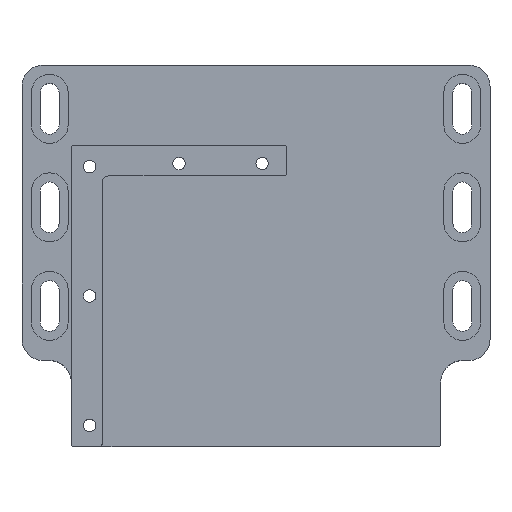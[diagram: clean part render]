
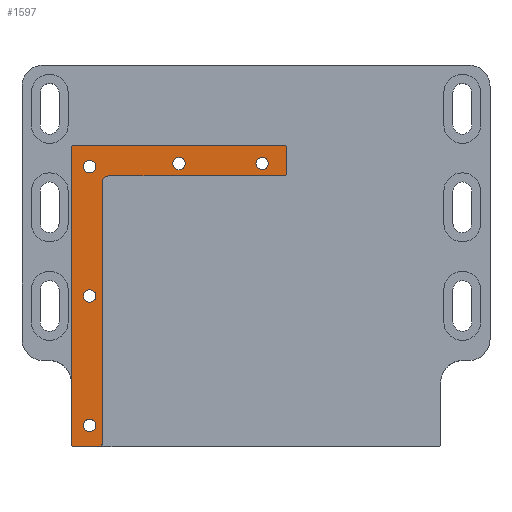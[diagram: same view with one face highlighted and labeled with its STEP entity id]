
A CAD part, top view. The second image highlights one B-rep face of the part: STEP entity #1597.
In plain terms, the highlighted planar face has unit normal (0, 0, 1).
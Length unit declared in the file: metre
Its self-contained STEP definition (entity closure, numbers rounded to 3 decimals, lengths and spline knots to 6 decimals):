
#58=CIRCLE('',#1700,0.0005);
#59=CIRCLE('',#1701,0.0011);
#60=CIRCLE('',#1702,0.0005);
#61=CIRCLE('',#1703,0.0005);
#62=CIRCLE('',#1704,0.0005);
#63=CIRCLE('',#1705,0.0005);
#64=CIRCLE('',#1706,0.001007);
#65=CIRCLE('',#1707,0.001007);
#66=CIRCLE('',#1708,0.001007);
#67=CIRCLE('',#1709,0.001007);
#68=CIRCLE('',#1710,0.001007);
#149=ORIENTED_EDGE('',*,*,#616,.T.);
#150=ORIENTED_EDGE('',*,*,#617,.F.);
#151=ORIENTED_EDGE('',*,*,#618,.F.);
#152=ORIENTED_EDGE('',*,*,#619,.F.);
#153=ORIENTED_EDGE('',*,*,#620,.F.);
#154=ORIENTED_EDGE('',*,*,#621,.F.);
#155=ORIENTED_EDGE('',*,*,#622,.F.);
#156=ORIENTED_EDGE('',*,*,#623,.F.);
#157=ORIENTED_EDGE('',*,*,#624,.F.);
#158=ORIENTED_EDGE('',*,*,#625,.F.);
#159=ORIENTED_EDGE('',*,*,#626,.F.);
#160=ORIENTED_EDGE('',*,*,#627,.F.);
#161=ORIENTED_EDGE('',*,*,#628,.T.);
#162=ORIENTED_EDGE('',*,*,#629,.T.);
#163=ORIENTED_EDGE('',*,*,#630,.T.);
#164=ORIENTED_EDGE('',*,*,#631,.T.);
#165=ORIENTED_EDGE('',*,*,#632,.T.);
#616=EDGE_CURVE('',#845,#850,#1011,.T.);
#617=EDGE_CURVE('',#851,#850,#58,.T.);
#618=EDGE_CURVE('',#852,#851,#1012,.T.);
#619=EDGE_CURVE('',#853,#852,#59,.T.);
#620=EDGE_CURVE('',#854,#853,#1013,.T.);
#621=EDGE_CURVE('',#855,#854,#60,.T.);
#622=EDGE_CURVE('',#856,#855,#1014,.T.);
#623=EDGE_CURVE('',#857,#856,#61,.T.);
#624=EDGE_CURVE('',#858,#857,#1015,.T.);
#625=EDGE_CURVE('',#859,#858,#62,.T.);
#626=EDGE_CURVE('',#860,#859,#1016,.T.);
#627=EDGE_CURVE('',#845,#860,#63,.T.);
#628=EDGE_CURVE('',#861,#861,#64,.T.);
#629=EDGE_CURVE('',#862,#862,#65,.T.);
#630=EDGE_CURVE('',#863,#863,#66,.T.);
#631=EDGE_CURVE('',#864,#864,#67,.T.);
#632=EDGE_CURVE('',#865,#865,#68,.T.);
#845=VERTEX_POINT('',#2376);
#850=VERTEX_POINT('',#2385);
#851=VERTEX_POINT('',#2389);
#852=VERTEX_POINT('',#2391);
#853=VERTEX_POINT('',#2393);
#854=VERTEX_POINT('',#2395);
#855=VERTEX_POINT('',#2397);
#856=VERTEX_POINT('',#2399);
#857=VERTEX_POINT('',#2401);
#858=VERTEX_POINT('',#2403);
#859=VERTEX_POINT('',#2405);
#860=VERTEX_POINT('',#2407);
#861=VERTEX_POINT('',#2410);
#862=VERTEX_POINT('',#2412);
#863=VERTEX_POINT('',#2414);
#864=VERTEX_POINT('',#2416);
#865=VERTEX_POINT('',#2418);
#1011=LINE('',#2386,#1159);
#1012=LINE('',#2390,#1160);
#1013=LINE('',#2394,#1161);
#1014=LINE('',#2398,#1162);
#1015=LINE('',#2402,#1163);
#1016=LINE('',#2406,#1164);
#1159=VECTOR('',#1882,1.);
#1160=VECTOR('',#1887,1.);
#1161=VECTOR('',#1890,1.);
#1162=VECTOR('',#1893,1.);
#1163=VECTOR('',#1896,1.);
#1164=VECTOR('',#1899,1.);
#1303=EDGE_LOOP('',(#149,#150,#151,#152,#153,#154,#155,#156,#157,#158,#159,
#160));
#1304=EDGE_LOOP('',(#161));
#1305=EDGE_LOOP('',(#162));
#1306=EDGE_LOOP('',(#163));
#1307=EDGE_LOOP('',(#164));
#1308=EDGE_LOOP('',(#165));
#1427=FACE_BOUND('',#1303,.T.);
#1428=FACE_BOUND('',#1304,.T.);
#1429=FACE_BOUND('',#1305,.T.);
#1430=FACE_BOUND('',#1306,.T.);
#1431=FACE_BOUND('',#1307,.T.);
#1432=FACE_BOUND('',#1308,.T.);
#1552=PLANE('',#1699);
#1597=ADVANCED_FACE('',(#1427,#1428,#1429,#1430,#1431,#1432),#1552,.T.);
#1699=AXIS2_PLACEMENT_3D('',#2387,#1883,#1884);
#1700=AXIS2_PLACEMENT_3D('',#2388,#1885,#1886);
#1701=AXIS2_PLACEMENT_3D('',#2392,#1888,#1889);
#1702=AXIS2_PLACEMENT_3D('',#2396,#1891,#1892);
#1703=AXIS2_PLACEMENT_3D('',#2400,#1894,#1895);
#1704=AXIS2_PLACEMENT_3D('',#2404,#1897,#1898);
#1705=AXIS2_PLACEMENT_3D('',#2408,#1900,#1901);
#1706=AXIS2_PLACEMENT_3D('',#2409,#1902,#1903);
#1707=AXIS2_PLACEMENT_3D('',#2411,#1904,#1905);
#1708=AXIS2_PLACEMENT_3D('',#2413,#1906,#1907);
#1709=AXIS2_PLACEMENT_3D('',#2415,#1908,#1909);
#1710=AXIS2_PLACEMENT_3D('',#2417,#1910,#1911);
#1882=DIRECTION('',(1.,0.,0.));
#1883=DIRECTION('',(0.,0.,1.));
#1884=DIRECTION('',(1.,0.,0.));
#1885=DIRECTION('',(0.,0.,-1.));
#1886=DIRECTION('',(0.707,-0.707,0.));
#1887=DIRECTION('',(0.,-1.,0.));
#1888=DIRECTION('',(0.,0.,1.));
#1889=DIRECTION('',(-1.,0.,0.));
#1890=DIRECTION('',(-1.,0.,0.));
#1891=DIRECTION('',(0.,0.,-1.));
#1892=DIRECTION('',(0.707,-0.707,0.));
#1893=DIRECTION('',(0.,-1.,0.));
#1894=DIRECTION('',(0.,0.,-1.));
#1895=DIRECTION('',(0.707,0.707,0.));
#1896=DIRECTION('',(1.,0.,0.));
#1897=DIRECTION('',(0.,0.,-1.));
#1898=DIRECTION('',(-0.707,0.707,0.));
#1899=DIRECTION('',(0.,1.,0.));
#1900=DIRECTION('',(0.,0.,-1.));
#1901=DIRECTION('',(-0.707,-0.707,0.));
#1902=DIRECTION('',(0.,0.,-1.));
#1903=DIRECTION('',(1.,0.,0.));
#1904=DIRECTION('',(0.,0.,-1.));
#1905=DIRECTION('',(1.,0.,0.));
#1906=DIRECTION('',(0.,0.,-1.));
#1907=DIRECTION('',(1.,0.,0.));
#1908=DIRECTION('',(0.,0.,-1.));
#1909=DIRECTION('',(1.,0.,0.));
#1910=DIRECTION('',(0.,0.,-1.));
#1911=DIRECTION('',(1.,0.,0.));
#2376=CARTESIAN_POINT('',(-0.0295,0.031,0.006));
#2385=CARTESIAN_POINT('',(-0.0255,0.031,0.006));
#2386=CARTESIAN_POINT('',(-0.029166,0.031,0.006));
#2387=CARTESIAN_POINT('',(-0.020333,-0.001295,0.006));
#2388=CARTESIAN_POINT('',(-0.0255,0.0315,0.006));
#2389=CARTESIAN_POINT('',(-0.025,0.0315,0.006));
#2390=CARTESIAN_POINT('',(-0.025,0.031,0.006));
#2391=CARTESIAN_POINT('',(-0.025,0.0739,0.006));
#2392=CARTESIAN_POINT('',(-0.0239,0.0739,0.006));
#2393=CARTESIAN_POINT('',(-0.0239,0.075,0.006));
#2394=CARTESIAN_POINT('',(-0.0239,0.075,0.006));
#2395=CARTESIAN_POINT('',(0.0045,0.075,0.006));
#2396=CARTESIAN_POINT('',(0.0045,0.0755,0.006));
#2397=CARTESIAN_POINT('',(0.005,0.0755,0.006));
#2398=CARTESIAN_POINT('',(0.005,0.075,0.006));
#2399=CARTESIAN_POINT('',(0.005,0.0795,0.006));
#2400=CARTESIAN_POINT('',(0.0045,0.0795,0.006));
#2401=CARTESIAN_POINT('',(0.0045,0.08,0.006));
#2402=CARTESIAN_POINT('',(0.005,0.08,0.006));
#2403=CARTESIAN_POINT('',(-0.0295,0.08,0.006));
#2404=CARTESIAN_POINT('',(-0.0295,0.0795,0.006));
#2405=CARTESIAN_POINT('',(-0.03,0.0795,0.006));
#2406=CARTESIAN_POINT('',(-0.03,0.093,0.006));
#2407=CARTESIAN_POINT('',(-0.03,0.0315,0.006));
#2408=CARTESIAN_POINT('',(-0.0295,0.0315,0.006));
#2409=CARTESIAN_POINT('',(-0.0125,0.077,0.006));
#2410=CARTESIAN_POINT('',(-0.011494,0.077,0.006));
#2411=CARTESIAN_POINT('',(0.001,0.077,0.006));
#2412=CARTESIAN_POINT('',(0.002006,0.077,0.006));
#2413=CARTESIAN_POINT('',(-0.027,0.0765,0.006));
#2414=CARTESIAN_POINT('',(-0.025994,0.0765,0.006));
#2415=CARTESIAN_POINT('',(-0.027,0.0345,0.006));
#2416=CARTESIAN_POINT('',(-0.025994,0.0345,0.006));
#2417=CARTESIAN_POINT('',(-0.027,0.0555,0.006));
#2418=CARTESIAN_POINT('',(-0.025994,0.0555,0.006));
